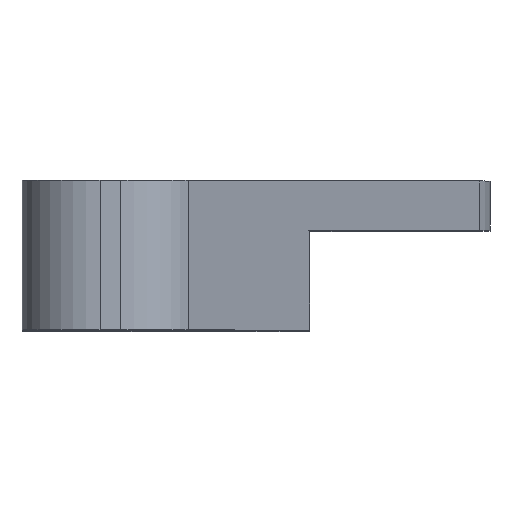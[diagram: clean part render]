
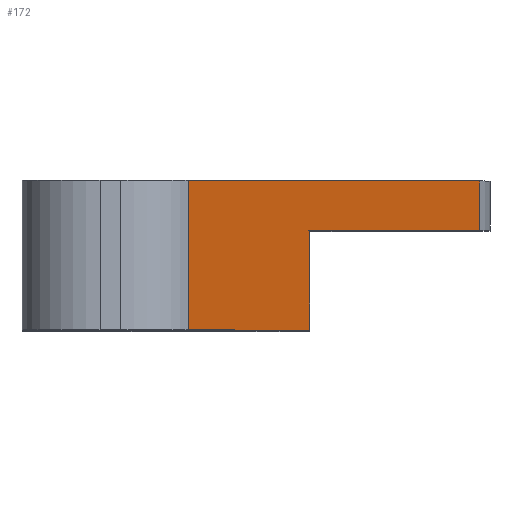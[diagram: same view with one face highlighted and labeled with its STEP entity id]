
A CAD part, top view. The second image highlights one B-rep face of the part: STEP entity #172.
In plain terms, the highlighted planar face has unit normal (0.866, 0, 0.5).
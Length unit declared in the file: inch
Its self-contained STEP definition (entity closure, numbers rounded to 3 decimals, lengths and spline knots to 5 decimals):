
#25 = EDGE_LOOP ( 'NONE', ( #951, #952, #953, #954, #955, #956 ) ) ;
#172 = ADVANCED_FACE ( 'NONE', ( #996 ), #433, .F. ) ;
#317 = VERTEX_POINT ( 'NONE', #552 ) ;
#362 = VERTEX_POINT ( 'NONE', #652 ) ;
#378 = VERTEX_POINT ( 'NONE', #668 ) ;
#380 = VERTEX_POINT ( 'NONE', #670 ) ;
#381 = VERTEX_POINT ( 'NONE', #671 ) ;
#382 = VERTEX_POINT ( 'NONE', #672 ) ;
#425 = CARTESIAN_POINT ( 'NONE',  ( 0.375, -1.90944, 0.1 ) ) ;
#433 = PLANE ( 'NONE',  #1318 ) ;
#438 = DIRECTION ( 'NONE',  ( -0.866, 0., -0.5 ) ) ;
#439 = DIRECTION ( 'NONE',  ( -0.5, 0., 0.866 ) ) ;
#552 = CARTESIAN_POINT ( 'NONE',  ( 0.08512, 0., 0.60208 ) ) ;
#652 = CARTESIAN_POINT ( 'NONE',  ( -0.10853, 0., 0.9375 ) ) ;
#668 = CARTESIAN_POINT ( 'NONE',  ( -0.10853, 0.24, 0.9375 ) ) ;
#670 = CARTESIAN_POINT ( 'NONE',  ( 0.35825, 0.24, 0.12901 ) ) ;
#671 = CARTESIAN_POINT ( 'NONE',  ( 0.35825, 0.16, 0.12901 ) ) ;
#672 = CARTESIAN_POINT ( 'NONE',  ( 0.08512, 0.16, 0.60208 ) ) ;
#843 = CARTESIAN_POINT ( 'NONE',  ( -0.20221, 0., 1.09976 ) ) ;
#844 = DIRECTION ( 'NONE',  ( -0.5, 0., 0.866 ) ) ;
#847 = CARTESIAN_POINT ( 'NONE',  ( 0.375, 0.16, 0.1 ) ) ;
#848 = DIRECTION ( 'NONE',  ( 0.5, 0., -0.866 ) ) ;
#857 = CARTESIAN_POINT ( 'NONE',  ( 0.375, 0.24, 0.1 ) ) ;
#858 = DIRECTION ( 'NONE',  ( -0.5, 0., 0.866 ) ) ;
#863 = CARTESIAN_POINT ( 'NONE',  ( 0.08512, 0.16, 0.60208 ) ) ;
#864 = DIRECTION ( 'NONE',  ( 0., 1., 0. ) ) ;
#867 = CARTESIAN_POINT ( 'NONE',  ( 0.35825, -1.90944, 0.12901 ) ) ;
#868 = DIRECTION ( 'NONE',  ( 0., 1., 0. ) ) ;
#869 = CARTESIAN_POINT ( 'NONE',  ( -0.10853, -1.90944, 0.9375 ) ) ;
#870 = DIRECTION ( 'NONE',  ( 0., -1., 0. ) ) ;
#951 = ORIENTED_EDGE ( 'NONE', *, *, #1274, .F. ) ;
#952 = ORIENTED_EDGE ( 'NONE', *, *, #1283, .T. ) ;
#953 = ORIENTED_EDGE ( 'NONE', *, *, #1276, .T. ) ;
#954 = ORIENTED_EDGE ( 'NONE', *, *, #1285, .T. ) ;
#955 = ORIENTED_EDGE ( 'NONE', *, *, #1280, .T. ) ;
#956 = ORIENTED_EDGE ( 'NONE', *, *, #1286, .T. ) ;
#996 = FACE_OUTER_BOUND ( 'NONE', #25, .T. ) ;
#1162 = LINE ( 'NONE', #847, #1165 ) ;
#1165 = VECTOR ( 'NONE', #848, 39.37008 ) ;
#1171 = LINE ( 'NONE', #843, #1172 ) ;
#1172 = VECTOR ( 'NONE', #844, 39.37008 ) ;
#1173 = VECTOR ( 'NONE', #858, 39.37008 ) ;
#1177 = LINE ( 'NONE', #857, #1173 ) ;
#1179 = LINE ( 'NONE', #867, #1181 ) ;
#1181 = VECTOR ( 'NONE', #868, 39.37008 ) ;
#1187 = LINE ( 'NONE', #863, #1188 ) ;
#1188 = VECTOR ( 'NONE', #864, 39.37008 ) ;
#1192 = LINE ( 'NONE', #869, #1193 ) ;
#1193 = VECTOR ( 'NONE', #870, 39.37008 ) ;
#1274 = EDGE_CURVE ( 'NONE', #317, #362, #1171, .T. ) ;
#1276 = EDGE_CURVE ( 'NONE', #382, #381, #1162, .T. ) ;
#1280 = EDGE_CURVE ( 'NONE', #380, #378, #1177, .T. ) ;
#1283 = EDGE_CURVE ( 'NONE', #317, #382, #1187, .T. ) ;
#1285 = EDGE_CURVE ( 'NONE', #381, #380, #1179, .T. ) ;
#1286 = EDGE_CURVE ( 'NONE', #378, #362, #1192, .T. ) ;
#1318 = AXIS2_PLACEMENT_3D ( 'NONE', #425, #438, #439 ) ;
